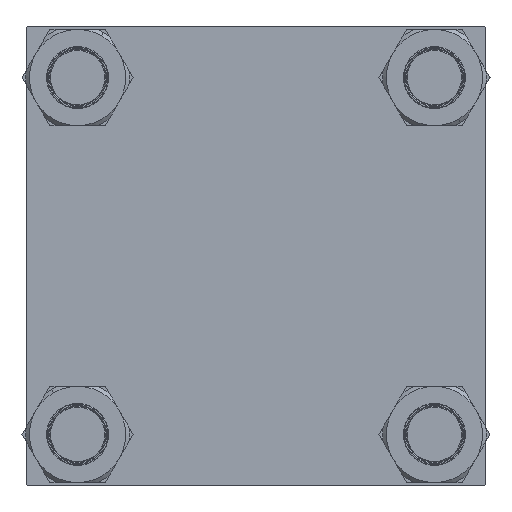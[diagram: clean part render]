
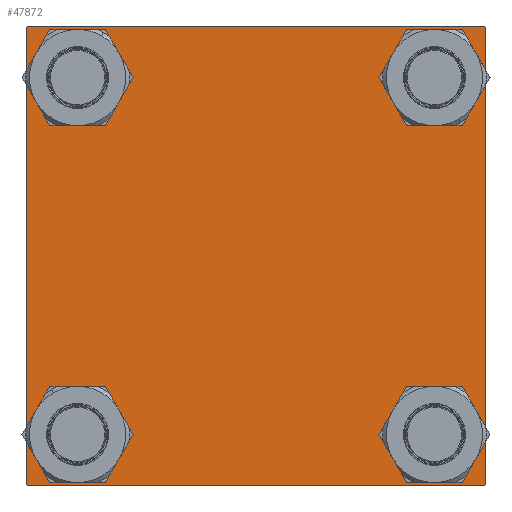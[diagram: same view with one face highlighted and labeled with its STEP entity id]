
A CAD part, left-side view. The second image highlights one B-rep face of the part: STEP entity #47872.
In plain terms, the highlighted planar face has unit normal (-1, 0, 0).
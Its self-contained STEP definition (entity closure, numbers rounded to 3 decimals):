
#157 = CIRCLE ( 'NONE', #35508, 15.5 ) ;
#391 = ORIENTED_EDGE ( 'NONE', *, *, #15919, .T. ) ;
#445 = DIRECTION ( 'NONE',  ( 1., 0., 0. ) ) ;
#1642 = ORIENTED_EDGE ( 'NONE', *, *, #22379, .T. ) ;
#1668 = DIRECTION ( 'NONE',  ( -1., 0., 0. ) ) ;
#2075 = CARTESIAN_POINT ( 'NONE',  ( 0., -95.1, 110.6 ) ) ;
#2184 = FACE_OUTER_BOUND ( 'NONE', #41470, .T. ) ;
#3412 = CARTESIAN_POINT ( 'NONE',  ( 0., 122.5, -122.5 ) ) ;
#3863 = CARTESIAN_POINT ( 'NONE',  ( 0., 122., 122.5 ) ) ;
#4017 = DIRECTION ( 'NONE',  ( 0., 0., 1. ) ) ;
#4104 = VECTOR ( 'NONE', #27107, 1000. ) ;
#4238 = ORIENTED_EDGE ( 'NONE', *, *, #20718, .T. ) ;
#4267 = VERTEX_POINT ( 'NONE', #6905 ) ;
#4408 = ORIENTED_EDGE ( 'NONE', *, *, #47767, .T. ) ;
#5432 = CARTESIAN_POINT ( 'NONE',  ( 0., 122.5, -122. ) ) ;
#5773 = AXIS2_PLACEMENT_3D ( 'NONE', #26178, #41609, #45481 ) ;
#6038 = DIRECTION ( 'NONE',  ( 1., 0., 0. ) ) ;
#6072 = VECTOR ( 'NONE', #38765, 1000. ) ;
#6165 = DIRECTION ( 'NONE',  ( 1., 0., 0. ) ) ;
#6301 = FACE_BOUND ( 'NONE', #42837, .T. ) ;
#6316 = ORIENTED_EDGE ( 'NONE', *, *, #17916, .F. ) ;
#6905 = CARTESIAN_POINT ( 'NONE',  ( 0., -95.1, -110.6 ) ) ;
#7109 = ORIENTED_EDGE ( 'NONE', *, *, #42225, .T. ) ;
#7459 = ORIENTED_EDGE ( 'NONE', *, *, #40878, .T. ) ;
#7562 = CARTESIAN_POINT ( 'NONE',  ( 0., 95.1, 79.6 ) ) ;
#7796 = DIRECTION ( 'NONE',  ( 0., -0.707, 0.707 ) ) ;
#7907 = DIRECTION ( 'NONE',  ( 0., 0.707, 0.707 ) ) ;
#8159 = LINE ( 'NONE', #16400, #17988 ) ;
#8975 = CARTESIAN_POINT ( 'NONE',  ( 0., -95.1, 95.1 ) ) ;
#9454 = VERTEX_POINT ( 'NONE', #36165 ) ;
#9502 = EDGE_CURVE ( 'NONE', #23993, #22860, #34382, .T. ) ;
#9616 = VERTEX_POINT ( 'NONE', #45151 ) ;
#11167 = LINE ( 'NONE', #27359, #32841 ) ;
#11415 = CARTESIAN_POINT ( 'NONE',  ( 0., -122.5, 122.5 ) ) ;
#11512 = CARTESIAN_POINT ( 'NONE',  ( 0., -95.1, -95.1 ) ) ;
#11558 = VECTOR ( 'NONE', #22516, 1000. ) ;
#12122 = CARTESIAN_POINT ( 'NONE',  ( 0., 95.1, 95.1 ) ) ;
#12170 = ORIENTED_EDGE ( 'NONE', *, *, #27157, .T. ) ;
#13030 = AXIS2_PLACEMENT_3D ( 'NONE', #28943, #6038, #25075 ) ;
#13643 = VERTEX_POINT ( 'NONE', #21480 ) ;
#14035 = FACE_BOUND ( 'NONE', #23684, .T. ) ;
#14733 = AXIS2_PLACEMENT_3D ( 'NONE', #21607, #6165, #30365 ) ;
#14778 = AXIS2_PLACEMENT_3D ( 'NONE', #24554, #20702, #21461 ) ;
#15137 = CARTESIAN_POINT ( 'NONE',  ( 0., 122., -122.5 ) ) ;
#15238 = CIRCLE ( 'NONE', #21794, 15.5 ) ;
#15919 = EDGE_CURVE ( 'NONE', #23805, #26069, #45160, .T. ) ;
#16152 = EDGE_CURVE ( 'NONE', #25589, #35519, #31475, .T. ) ;
#16156 = EDGE_CURVE ( 'NONE', #9454, #42291, #11167, .T. ) ;
#16378 = DIRECTION ( 'NONE',  ( 1., 0., 0. ) ) ;
#16400 = CARTESIAN_POINT ( 'NONE',  ( 0., -122.25, 122.25 ) ) ;
#16410 = ORIENTED_EDGE ( 'NONE', *, *, #49828, .T. ) ;
#17128 = FACE_BOUND ( 'NONE', #42689, .T. ) ;
#17532 = EDGE_CURVE ( 'NONE', #4267, #31159, #32089, .T. ) ;
#17916 = EDGE_CURVE ( 'NONE', #30669, #13643, #38205, .T. ) ;
#17984 = DIRECTION ( 'NONE',  ( 1., 0., 0. ) ) ;
#17988 = VECTOR ( 'NONE', #7907, 1000. ) ;
#19100 = AXIS2_PLACEMENT_3D ( 'NONE', #8975, #17984, #21578 ) ;
#19370 = DIRECTION ( 'NONE',  ( 0., -1., 0. ) ) ;
#20695 = ORIENTED_EDGE ( 'NONE', *, *, #16156, .T. ) ;
#20702 = DIRECTION ( 'NONE',  ( 1., 0., 0. ) ) ;
#20718 = EDGE_CURVE ( 'NONE', #30669, #35198, #37703, .T. ) ;
#21266 = VERTEX_POINT ( 'NONE', #2075 ) ;
#21461 = DIRECTION ( 'NONE',  ( 0., 0., 1. ) ) ;
#21480 = CARTESIAN_POINT ( 'NONE',  ( 0., -122., 122.5 ) ) ;
#21578 = DIRECTION ( 'NONE',  ( 0., 0., 1. ) ) ;
#21607 = CARTESIAN_POINT ( 'NONE',  ( 0., 95.1, -95.1 ) ) ;
#21794 = AXIS2_PLACEMENT_3D ( 'NONE', #12122, #26626, #43258 ) ;
#21997 = PLANE ( 'NONE',  #33850 ) ;
#22379 = EDGE_CURVE ( 'NONE', #21266, #9616, #27316, .T. ) ;
#22516 = DIRECTION ( 'NONE',  ( 0., -1., 0. ) ) ;
#22860 = VERTEX_POINT ( 'NONE', #42101 ) ;
#23684 = EDGE_LOOP ( 'NONE', ( #40395, #391 ) ) ;
#23805 = VERTEX_POINT ( 'NONE', #7562 ) ;
#23993 = VERTEX_POINT ( 'NONE', #25208 ) ;
#24554 = CARTESIAN_POINT ( 'NONE',  ( 0., 95.1, 95.1 ) ) ;
#25075 = DIRECTION ( 'NONE',  ( 0., 0., 1. ) ) ;
#25208 = CARTESIAN_POINT ( 'NONE',  ( 0., 95.1, -79.6 ) ) ;
#25589 = VERTEX_POINT ( 'NONE', #5432 ) ;
#26069 = VERTEX_POINT ( 'NONE', #42680 ) ;
#26178 = CARTESIAN_POINT ( 'NONE',  ( 0., -95.1, -95.1 ) ) ;
#26593 = CARTESIAN_POINT ( 'NONE',  ( 0., -122.5, 122. ) ) ;
#26626 = DIRECTION ( 'NONE',  ( 1., 0., 0. ) ) ;
#26663 = ORIENTED_EDGE ( 'NONE', *, *, #17532, .T. ) ;
#26928 = CARTESIAN_POINT ( 'NONE',  ( 0., 122.5, 122.5 ) ) ;
#27107 = DIRECTION ( 'NONE',  ( 0., -0.707, -0.707 ) ) ;
#27119 = DIRECTION ( 'NONE',  ( 0., 0., -1. ) ) ;
#27157 = EDGE_CURVE ( 'NONE', #35198, #25589, #39015, .T. ) ;
#27316 = CIRCLE ( 'NONE', #19100, 15.5 ) ;
#27359 = CARTESIAN_POINT ( 'NONE',  ( 0., -122.25, -122.25 ) ) ;
#27497 = CARTESIAN_POINT ( 'NONE',  ( 0., -122.5, -122. ) ) ;
#27628 = CARTESIAN_POINT ( 'NONE',  ( 0., 122.5, 122. ) ) ;
#27665 = EDGE_CURVE ( 'NONE', #50399, #42291, #30980, .T. ) ;
#28943 = CARTESIAN_POINT ( 'NONE',  ( 0., 95.1, -95.1 ) ) ;
#28946 = FACE_BOUND ( 'NONE', #34170, .T. ) ;
#28980 = CIRCLE ( 'NONE', #35574, 15.5 ) ;
#30365 = DIRECTION ( 'NONE',  ( 0., 0., 1. ) ) ;
#30669 = VERTEX_POINT ( 'NONE', #3863 ) ;
#30980 = LINE ( 'NONE', #11415, #32406 ) ;
#31159 = VERTEX_POINT ( 'NONE', #46673 ) ;
#31475 = LINE ( 'NONE', #31719, #4104 ) ;
#31719 = CARTESIAN_POINT ( 'NONE',  ( 0., 122.25, -122.25 ) ) ;
#32089 = CIRCLE ( 'NONE', #5773, 15.5 ) ;
#32406 = VECTOR ( 'NONE', #27119, 1000. ) ;
#32841 = VECTOR ( 'NONE', #7796, 1000. ) ;
#33063 = DIRECTION ( 'NONE',  ( 0., 0., 1. ) ) ;
#33330 = DIRECTION ( 'NONE',  ( 0., 0.707, -0.707 ) ) ;
#33850 = AXIS2_PLACEMENT_3D ( 'NONE', #44898, #1668, #33063 ) ;
#34170 = EDGE_LOOP ( 'NONE', ( #16410, #26663 ) ) ;
#34290 = EDGE_CURVE ( 'NONE', #26069, #23805, #15238, .T. ) ;
#34382 = CIRCLE ( 'NONE', #13030, 15.5 ) ;
#35198 = VERTEX_POINT ( 'NONE', #27628 ) ;
#35508 = AXIS2_PLACEMENT_3D ( 'NONE', #47016, #16378, #4017 ) ;
#35519 = VERTEX_POINT ( 'NONE', #15137 ) ;
#35574 = AXIS2_PLACEMENT_3D ( 'NONE', #11512, #445, #46536 ) ;
#36165 = CARTESIAN_POINT ( 'NONE',  ( 0., -122., -122.5 ) ) ;
#37447 = CARTESIAN_POINT ( 'NONE',  ( 0., 122.25, 122.25 ) ) ;
#37703 = LINE ( 'NONE', #37447, #38785 ) ;
#38205 = LINE ( 'NONE', #50047, #11558 ) ;
#38519 = ORIENTED_EDGE ( 'NONE', *, *, #27665, .F. ) ;
#38670 = LINE ( 'NONE', #3412, #47003 ) ;
#38765 = DIRECTION ( 'NONE',  ( 0., 0., -1. ) ) ;
#38785 = VECTOR ( 'NONE', #33330, 1000. ) ;
#39015 = LINE ( 'NONE', #26928, #6072 ) ;
#39361 = CIRCLE ( 'NONE', #14733, 15.5 ) ;
#40395 = ORIENTED_EDGE ( 'NONE', *, *, #34290, .T. ) ;
#40878 = EDGE_CURVE ( 'NONE', #50399, #13643, #8159, .T. ) ;
#41470 = EDGE_LOOP ( 'NONE', ( #12170, #45659, #41779, #20695, #38519, #7459, #6316, #4238 ) ) ;
#41609 = DIRECTION ( 'NONE',  ( 1., 0., 0. ) ) ;
#41779 = ORIENTED_EDGE ( 'NONE', *, *, #50398, .T. ) ;
#42101 = CARTESIAN_POINT ( 'NONE',  ( 0., 95.1, -110.6 ) ) ;
#42225 = EDGE_CURVE ( 'NONE', #22860, #23993, #39361, .T. ) ;
#42291 = VERTEX_POINT ( 'NONE', #27497 ) ;
#42680 = CARTESIAN_POINT ( 'NONE',  ( 0., 95.1, 110.6 ) ) ;
#42689 = EDGE_LOOP ( 'NONE', ( #1642, #4408 ) ) ;
#42837 = EDGE_LOOP ( 'NONE', ( #49124, #7109 ) ) ;
#43258 = DIRECTION ( 'NONE',  ( 0., 0., 1. ) ) ;
#44898 = CARTESIAN_POINT ( 'NONE',  ( 0., 0., 0. ) ) ;
#45151 = CARTESIAN_POINT ( 'NONE',  ( 0., -95.1, 79.6 ) ) ;
#45160 = CIRCLE ( 'NONE', #14778, 15.5 ) ;
#45481 = DIRECTION ( 'NONE',  ( 0., 0., 1. ) ) ;
#45659 = ORIENTED_EDGE ( 'NONE', *, *, #16152, .T. ) ;
#46536 = DIRECTION ( 'NONE',  ( 0., 0., 1. ) ) ;
#46673 = CARTESIAN_POINT ( 'NONE',  ( 0., -95.1, -79.6 ) ) ;
#47003 = VECTOR ( 'NONE', #19370, 1000. ) ;
#47016 = CARTESIAN_POINT ( 'NONE',  ( 0., -95.1, 95.1 ) ) ;
#47767 = EDGE_CURVE ( 'NONE', #9616, #21266, #157, .T. ) ;
#47872 = ADVANCED_FACE ( 'NONE', ( #17128, #28946, #6301, #14035, #2184 ), #21997, .T. ) ;
#49124 = ORIENTED_EDGE ( 'NONE', *, *, #9502, .T. ) ;
#49828 = EDGE_CURVE ( 'NONE', #31159, #4267, #28980, .T. ) ;
#50047 = CARTESIAN_POINT ( 'NONE',  ( 0., 122.5, 122.5 ) ) ;
#50398 = EDGE_CURVE ( 'NONE', #35519, #9454, #38670, .T. ) ;
#50399 = VERTEX_POINT ( 'NONE', #26593 ) ;
